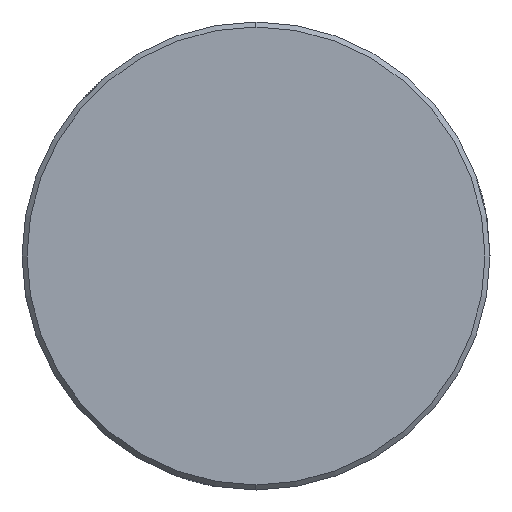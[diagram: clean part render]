
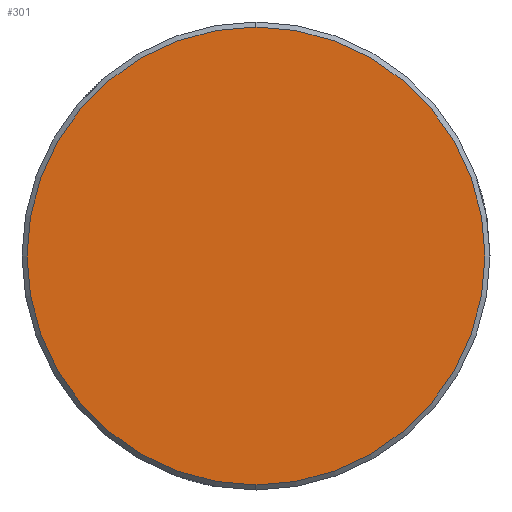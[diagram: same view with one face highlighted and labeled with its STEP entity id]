
A CAD part, left-side view. The second image highlights one B-rep face of the part: STEP entity #301.
In plain terms, the highlighted planar face has unit normal (-1, 0, 0).
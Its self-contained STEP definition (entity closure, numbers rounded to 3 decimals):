
#16 = VERTEX_POINT ( 'NONE', #903 ) ;
#27 = DIRECTION ( 'NONE',  ( -1., 0., 0. ) ) ;
#35 = CIRCLE ( 'NONE', #151, 13.7 ) ;
#113 = DIRECTION ( 'NONE',  ( 0., 0., -1. ) ) ;
#132 = FACE_OUTER_BOUND ( 'NONE', #306, .T. ) ;
#151 = AXIS2_PLACEMENT_3D ( 'NONE', #773, #701, #955 ) ;
#222 = DIRECTION ( 'NONE',  ( -1., 0., 0. ) ) ;
#286 = AXIS2_PLACEMENT_3D ( 'NONE', #723, #222, #330 ) ;
#301 = ADVANCED_FACE ( 'NONE', ( #132 ), #575, .T. ) ;
#302 = CARTESIAN_POINT ( 'NONE',  ( -142.9, 0., 13.7 ) ) ;
#306 = EDGE_LOOP ( 'NONE', ( #994, #383 ) ) ;
#330 = DIRECTION ( 'NONE',  ( 0., 0., 1. ) ) ;
#378 = EDGE_CURVE ( 'NONE', #16, #609, #35, .T. ) ;
#383 = ORIENTED_EDGE ( 'NONE', *, *, #611, .T. ) ;
#575 = PLANE ( 'NONE',  #286 ) ;
#609 = VERTEX_POINT ( 'NONE', #302 ) ;
#611 = EDGE_CURVE ( 'NONE', #609, #16, #826, .T. ) ;
#701 = DIRECTION ( 'NONE',  ( -1., 0., 0. ) ) ;
#723 = CARTESIAN_POINT ( 'NONE',  ( -142.9, -13.864, -13.864 ) ) ;
#773 = CARTESIAN_POINT ( 'NONE',  ( -142.9, 0., 0. ) ) ;
#826 = CIRCLE ( 'NONE', #835, 13.7 ) ;
#835 = AXIS2_PLACEMENT_3D ( 'NONE', #982, #27, #113 ) ;
#903 = CARTESIAN_POINT ( 'NONE',  ( -142.9, 0., -13.7 ) ) ;
#955 = DIRECTION ( 'NONE',  ( 0., 0., -1. ) ) ;
#982 = CARTESIAN_POINT ( 'NONE',  ( -142.9, 0., 0. ) ) ;
#994 = ORIENTED_EDGE ( 'NONE', *, *, #378, .T. ) ;
